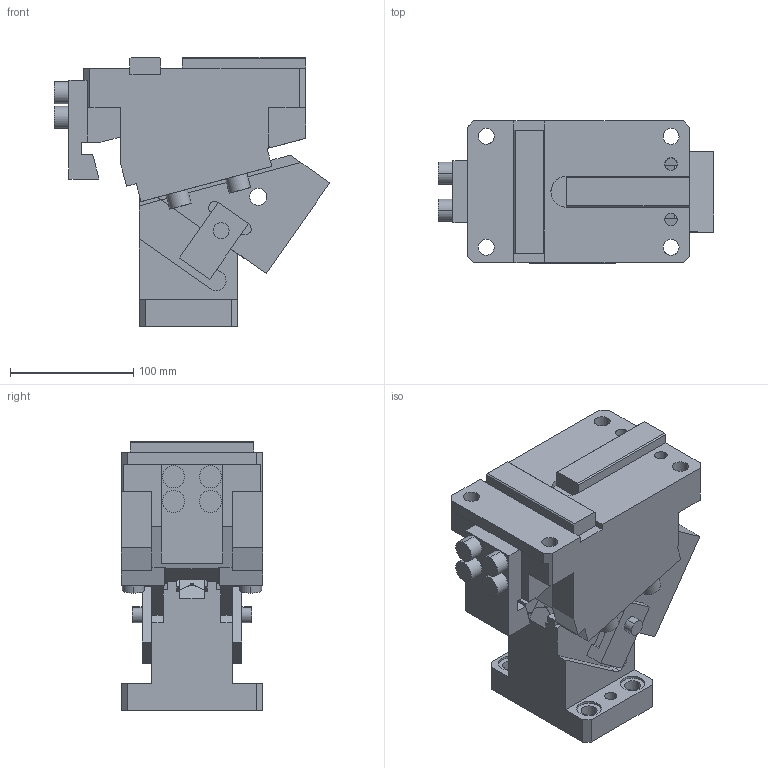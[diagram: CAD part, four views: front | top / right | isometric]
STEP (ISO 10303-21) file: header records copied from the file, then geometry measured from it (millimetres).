
FILE_DESCRIPTION(('CATIA V5 STEP Exchange'),'2;1');
FILE_NAME('CACK_65_35.stp','2015-04-22T15:52:39+00:00',('none'),('none'),'CATIA Version 5 Release 19 SP 2 (IN-10)','CATIA V5 STEP AP203','none');
FILE_SCHEMA(('CONFIG_CONTROL_DESIGN'));
Length unit declared in the file: millimetre
Products named in the file (1): CACK_65_35
Bounding box: 223.75 x 115 x 219 mm (x, y, z)
Volume: 2501911.9 mm3; surface area: 271197.1 mm2
Topology: 3 solids, 3 shells, 292 faces, 782 edges, 513 vertices
Faces by surface type: plane 198, cylinder 92, cone 2
Entity records: 9378 total; most frequent: CARTESIAN_POINT 2124, ORIENTED_EDGE 1560, DIRECTION 1297, EDGE_CURVE 780, VECTOR 594, LINE 594, VERTEX_POINT 513, AXIS2_PLACEMENT_3D 432
